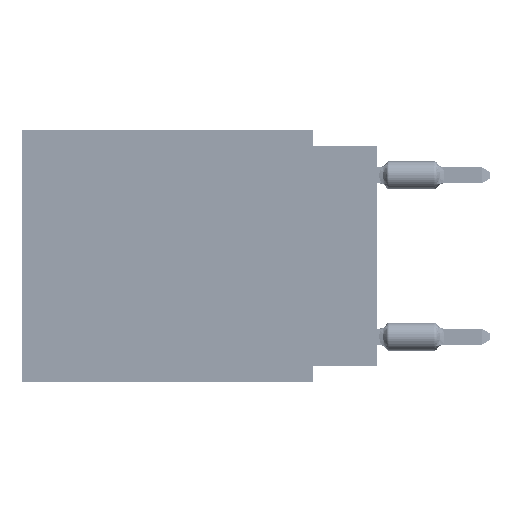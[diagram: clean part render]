
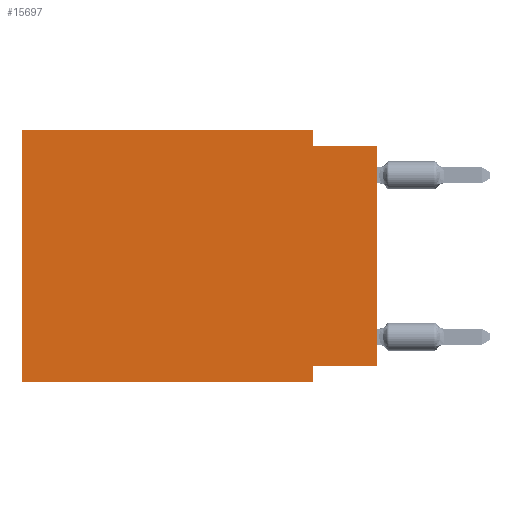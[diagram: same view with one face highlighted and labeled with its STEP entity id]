
A CAD part, left-side view. The second image highlights one B-rep face of the part: STEP entity #15697.
In plain terms, the highlighted planar face has unit normal (-1, 0, 0).
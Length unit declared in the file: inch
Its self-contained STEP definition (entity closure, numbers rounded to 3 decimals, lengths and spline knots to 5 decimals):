
#1236 = VECTOR ( 'NONE', #66034, 39.37008 ) ;
#1521 = LINE ( 'NONE', #12133, #66224 ) ;
#3468 = VERTEX_POINT ( 'NONE', #46987 ) ;
#4033 = VERTEX_POINT ( 'NONE', #43121 ) ;
#5361 = DIRECTION ( 'NONE',  ( 1., 0., 0. ) ) ;
#5415 = VERTEX_POINT ( 'NONE', #5845 ) ;
#5845 = CARTESIAN_POINT ( 'NONE',  ( 0., 0.1, -0.365 ) ) ;
#6817 = LINE ( 'NONE', #63626, #13518 ) ;
#7107 = EDGE_CURVE ( 'NONE', #17080, #4033, #1521, .T. ) ;
#8127 = CARTESIAN_POINT ( 'NONE',  ( 0., 0., 0. ) ) ;
#8318 = EDGE_CURVE ( 'NONE', #3468, #5415, #16992, .T. ) ;
#9463 = EDGE_CURVE ( 'NONE', #37990, #10469, #30704, .T. ) ;
#9571 = LINE ( 'NONE', #60894, #1236 ) ;
#10469 = VERTEX_POINT ( 'NONE', #12507 ) ;
#10514 = FACE_OUTER_BOUND ( 'NONE', #64099, .T. ) ;
#11073 = ORIENTED_EDGE ( 'NONE', *, *, #61368, .F. ) ;
#12133 = CARTESIAN_POINT ( 'NONE',  ( 0., 0.55, 0. ) ) ;
#12507 = CARTESIAN_POINT ( 'NONE',  ( 0., 0., -0.025 ) ) ;
#13518 = VECTOR ( 'NONE', #37617, 39.37008 ) ;
#14968 = CARTESIAN_POINT ( 'NONE',  ( 0., 0.1, -0.39 ) ) ;
#15697 = ADVANCED_FACE ( 'NONE', ( #10514 ), #21749, .F. ) ;
#16992 = LINE ( 'NONE', #37878, #46711 ) ;
#17080 = VERTEX_POINT ( 'NONE', #28580 ) ;
#18346 = EDGE_CURVE ( 'NONE', #33425, #17080, #6817, .T. ) ;
#20062 = VECTOR ( 'NONE', #51399, 39.37008 ) ;
#20773 = DIRECTION ( 'NONE',  ( 0., -1., 0. ) ) ;
#21749 = PLANE ( 'NONE',  #32925 ) ;
#25168 = CARTESIAN_POINT ( 'NONE',  ( 0., 0.55, -0.39 ) ) ;
#26092 = ORIENTED_EDGE ( 'NONE', *, *, #38885, .T. ) ;
#26893 = CARTESIAN_POINT ( 'NONE',  ( 0., 0.55, 0. ) ) ;
#27990 = DIRECTION ( 'NONE',  ( 0., 0., 1. ) ) ;
#28580 = CARTESIAN_POINT ( 'NONE',  ( 0., 0.55, 0. ) ) ;
#29476 = LINE ( 'NONE', #30495, #20062 ) ;
#30495 = CARTESIAN_POINT ( 'NONE',  ( 0., 0.55, -0.39 ) ) ;
#30704 = LINE ( 'NONE', #31735, #65353 ) ;
#31113 = CARTESIAN_POINT ( 'NONE',  ( 0., 0.1, 0. ) ) ;
#31331 = ORIENTED_EDGE ( 'NONE', *, *, #18346, .F. ) ;
#31420 = ORIENTED_EDGE ( 'NONE', *, *, #7107, .F. ) ;
#31735 = CARTESIAN_POINT ( 'NONE',  ( 0., 0., -0.025 ) ) ;
#32925 = AXIS2_PLACEMENT_3D ( 'NONE', #26893, #5361, #52926 ) ;
#33425 = VERTEX_POINT ( 'NONE', #25168 ) ;
#35944 = EDGE_CURVE ( 'NONE', #5415, #59114, #9571, .T. ) ;
#36220 = VECTOR ( 'NONE', #27990, 39.37008 ) ;
#36598 = DIRECTION ( 'NONE',  ( 0., 0., -1. ) ) ;
#37617 = DIRECTION ( 'NONE',  ( 0., 0., 1. ) ) ;
#37878 = CARTESIAN_POINT ( 'NONE',  ( 0., 0., -0.365 ) ) ;
#37990 = VERTEX_POINT ( 'NONE', #59716 ) ;
#38885 = EDGE_CURVE ( 'NONE', #3468, #10469, #55013, .T. ) ;
#42088 = LINE ( 'NONE', #31113, #57675 ) ;
#43121 = CARTESIAN_POINT ( 'NONE',  ( 0., 0.1, 0. ) ) ;
#46711 = VECTOR ( 'NONE', #58759, 39.37008 ) ;
#46987 = CARTESIAN_POINT ( 'NONE',  ( 0., 0., -0.365 ) ) ;
#49826 = ORIENTED_EDGE ( 'NONE', *, *, #9463, .F. ) ;
#50937 = ORIENTED_EDGE ( 'NONE', *, *, #56670, .T. ) ;
#51399 = DIRECTION ( 'NONE',  ( 0., -1., 0. ) ) ;
#52926 = DIRECTION ( 'NONE',  ( 0., 0., -1. ) ) ;
#55013 = LINE ( 'NONE', #8127, #36220 ) ;
#56670 = EDGE_CURVE ( 'NONE', #33425, #59114, #29476, .T. ) ;
#57675 = VECTOR ( 'NONE', #36598, 39.37008 ) ;
#58759 = DIRECTION ( 'NONE',  ( 0., 1., 0. ) ) ;
#59114 = VERTEX_POINT ( 'NONE', #14968 ) ;
#59665 = DIRECTION ( 'NONE',  ( 0., -1., 0. ) ) ;
#59716 = CARTESIAN_POINT ( 'NONE',  ( 0., 0.1, -0.025 ) ) ;
#60511 = ORIENTED_EDGE ( 'NONE', *, *, #8318, .F. ) ;
#60894 = CARTESIAN_POINT ( 'NONE',  ( 0., 0.1, -0.39 ) ) ;
#61368 = EDGE_CURVE ( 'NONE', #4033, #37990, #42088, .T. ) ;
#63156 = ORIENTED_EDGE ( 'NONE', *, *, #35944, .F. ) ;
#63626 = CARTESIAN_POINT ( 'NONE',  ( 0., 0.55, 0. ) ) ;
#64099 = EDGE_LOOP ( 'NONE', ( #26092, #49826, #11073, #31420, #31331, #50937, #63156, #60511 ) ) ;
#65353 = VECTOR ( 'NONE', #20773, 39.37008 ) ;
#66034 = DIRECTION ( 'NONE',  ( 0., 0., -1. ) ) ;
#66224 = VECTOR ( 'NONE', #59665, 39.37008 ) ;
